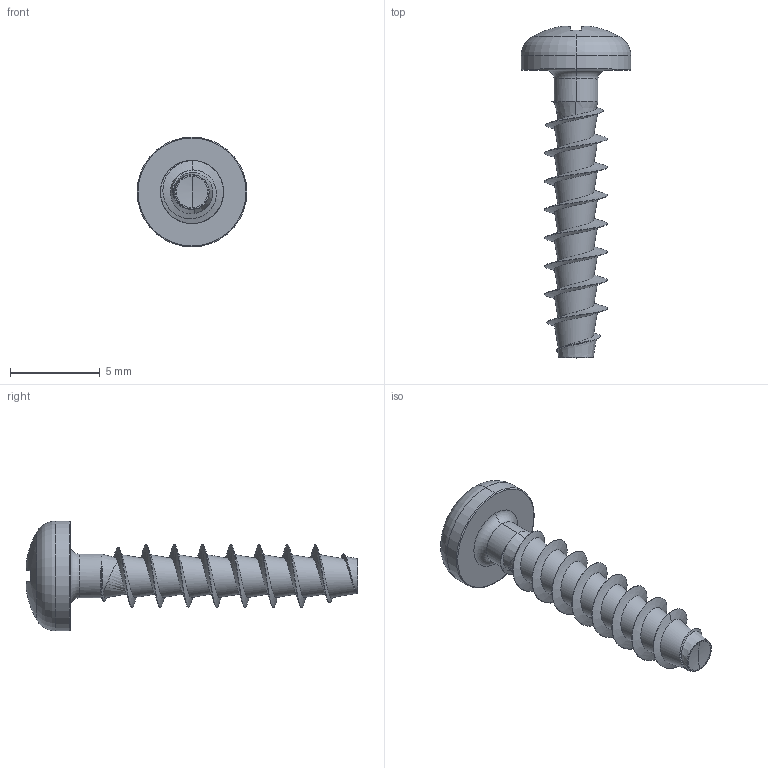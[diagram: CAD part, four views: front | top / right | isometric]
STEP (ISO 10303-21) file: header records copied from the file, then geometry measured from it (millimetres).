
FILE_DESCRIPTION (( 'STEP AP203' ), '1' );
FILE_NAME ('STP32A0350160.STEP', '2017-11-16T19:39:47', ( '' ), ( '' ), 'SwSTEP 2.0', 'SolidWorks 2015', '' );
FILE_SCHEMA (( 'CONFIG_CONTROL_DESIGN' ));
Length unit declared in the file: millimetre
Products named in the file (1): STP32A0350160
Bounding box: 6.1 x 18.44 x 6.1 mm (x, y, z)
Volume: 121 mm3; surface area: 287.8 mm2
Topology: 1 solids, 1 shells, 160 faces, 353 edges, 195 vertices
Faces by surface type: bspline 48, torus 28, sphere 28, cylinder 25, plane 22, cone 9
Entity records: 13350 total; most frequent: CARTESIAN_POINT 10054, ORIENTED_EDGE 702, DIRECTION 656, EDGE_CURVE 351, AXIS2_PLACEMENT_3D 299, VERTEX_POINT 195, CIRCLE 186, EDGE_LOOP 162
